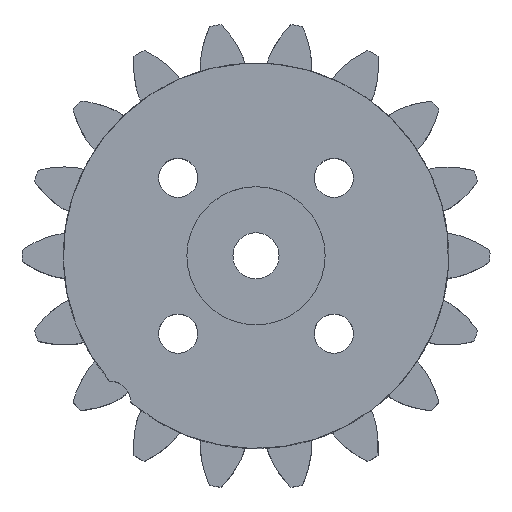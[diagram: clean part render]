
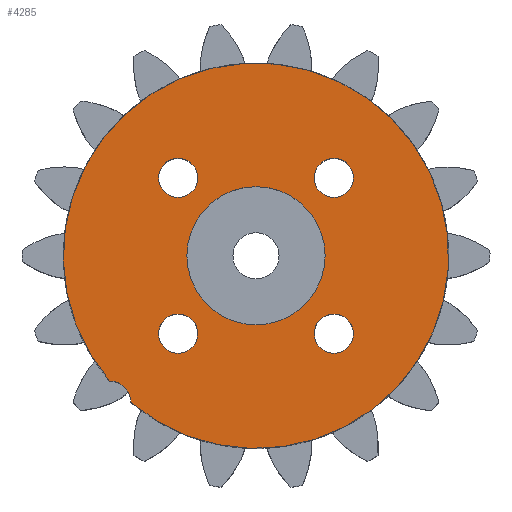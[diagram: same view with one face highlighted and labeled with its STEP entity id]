
A CAD part, top view. The second image highlights one B-rep face of the part: STEP entity #4285.
In plain terms, the highlighted planar face has unit normal (0, 0, 1).
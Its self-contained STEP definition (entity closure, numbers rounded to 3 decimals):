
#830=FACE_BOUND('',#1317,.T.);
#831=FACE_BOUND('',#1318,.T.);
#832=FACE_BOUND('',#1319,.T.);
#833=FACE_BOUND('',#1320,.T.);
#834=FACE_BOUND('',#1321,.T.);
#1066=FACE_OUTER_BOUND('',#1316,.T.);
#1316=EDGE_LOOP('',(#3937,#3938));
#1317=EDGE_LOOP('',(#3939));
#1318=EDGE_LOOP('',(#3940));
#1319=EDGE_LOOP('',(#3941));
#1320=EDGE_LOOP('',(#3942));
#1321=EDGE_LOOP('',(#3943));
#1563=CIRCLE('',#4733,14.);
#1564=CIRCLE('',#4735,1.5);
#1565=CIRCLE('',#4737,1.425);
#1566=CIRCLE('',#4738,1.425);
#1567=CIRCLE('',#4739,5.02);
#1568=CIRCLE('',#4740,1.425);
#1569=CIRCLE('',#4741,1.425);
#1991=VERTEX_POINT('',#15482);
#1992=VERTEX_POINT('',#15484);
#1993=VERTEX_POINT('',#15490);
#1994=VERTEX_POINT('',#15492);
#1995=VERTEX_POINT('',#15494);
#1996=VERTEX_POINT('',#15496);
#1997=VERTEX_POINT('',#15498);
#2641=EDGE_CURVE('',#1992,#1991,#1563,.F.);
#2643=EDGE_CURVE('',#1991,#1992,#1564,.T.);
#2644=EDGE_CURVE('',#1993,#1993,#1565,.T.);
#2645=EDGE_CURVE('',#1994,#1994,#1566,.T.);
#2646=EDGE_CURVE('',#1995,#1995,#1567,.T.);
#2647=EDGE_CURVE('',#1996,#1996,#1568,.T.);
#2648=EDGE_CURVE('',#1997,#1997,#1569,.T.);
#3937=ORIENTED_EDGE('',*,*,#2643,.T.);
#3938=ORIENTED_EDGE('',*,*,#2641,.T.);
#3939=ORIENTED_EDGE('',*,*,#2644,.T.);
#3940=ORIENTED_EDGE('',*,*,#2645,.T.);
#3941=ORIENTED_EDGE('',*,*,#2646,.T.);
#3942=ORIENTED_EDGE('',*,*,#2647,.T.);
#3943=ORIENTED_EDGE('',*,*,#2648,.T.);
#4053=PLANE('',#4736);
#4285=ADVANCED_FACE('',(#1066,#830,#831,#832,#833,#834),#4053,.T.);
#4733=AXIS2_PLACEMENT_3D('',#15485,#5825,#5826);
#4735=AXIS2_PLACEMENT_3D('',#15488,#5830,#5831);
#4736=AXIS2_PLACEMENT_3D('',#15489,#5832,#5833);
#4737=AXIS2_PLACEMENT_3D('',#15491,#5834,#5835);
#4738=AXIS2_PLACEMENT_3D('',#15493,#5836,#5837);
#4739=AXIS2_PLACEMENT_3D('',#15495,#5838,#5839);
#4740=AXIS2_PLACEMENT_3D('',#15497,#5840,#5841);
#4741=AXIS2_PLACEMENT_3D('',#15499,#5842,#5843);
#5825=DIRECTION('center_axis',(0.,0.,-1.));
#5826=DIRECTION('ref_axis',(1.,0.,0.));
#5830=DIRECTION('center_axis',(0.,0.,-1.));
#5831=DIRECTION('ref_axis',(-1.,0.,0.));
#5832=DIRECTION('center_axis',(0.,0.,1.));
#5833=DIRECTION('ref_axis',(-1.,0.,0.));
#5834=DIRECTION('center_axis',(0.,0.,-1.));
#5835=DIRECTION('ref_axis',(-1.,0.,0.));
#5836=DIRECTION('center_axis',(0.,0.,-1.));
#5837=DIRECTION('ref_axis',(-1.,0.,0.));
#5838=DIRECTION('center_axis',(0.,0.,-1.));
#5839=DIRECTION('ref_axis',(-1.,0.,0.));
#5840=DIRECTION('center_axis',(0.,0.,-1.));
#5841=DIRECTION('ref_axis',(-1.,0.,0.));
#5842=DIRECTION('center_axis',(0.,0.,-1.));
#5843=DIRECTION('ref_axis',(-1.,0.,0.));
#15482=CARTESIAN_POINT('',(-10.633,-9.107,14.5));
#15484=CARTESIAN_POINT('',(-9.107,-10.633,14.5));
#15485=CARTESIAN_POINT('Origin',(0.,0.,14.5));
#15488=CARTESIAN_POINT('Origin',(-10.607,-10.607,14.5));
#15489=CARTESIAN_POINT('Origin',(0.,0.,14.5));
#15490=CARTESIAN_POINT('',(-4.232,5.657,14.5));
#15491=CARTESIAN_POINT('Origin',(-5.657,5.657,14.5));
#15492=CARTESIAN_POINT('',(7.082,5.657,14.5));
#15493=CARTESIAN_POINT('Origin',(5.657,5.657,14.5));
#15494=CARTESIAN_POINT('',(5.02,0.,14.5));
#15495=CARTESIAN_POINT('Origin',(0.,0.,14.5));
#15496=CARTESIAN_POINT('',(-4.232,-5.657,14.5));
#15497=CARTESIAN_POINT('Origin',(-5.657,-5.657,14.5));
#15498=CARTESIAN_POINT('',(7.082,-5.657,14.5));
#15499=CARTESIAN_POINT('Origin',(5.657,-5.657,14.5));
